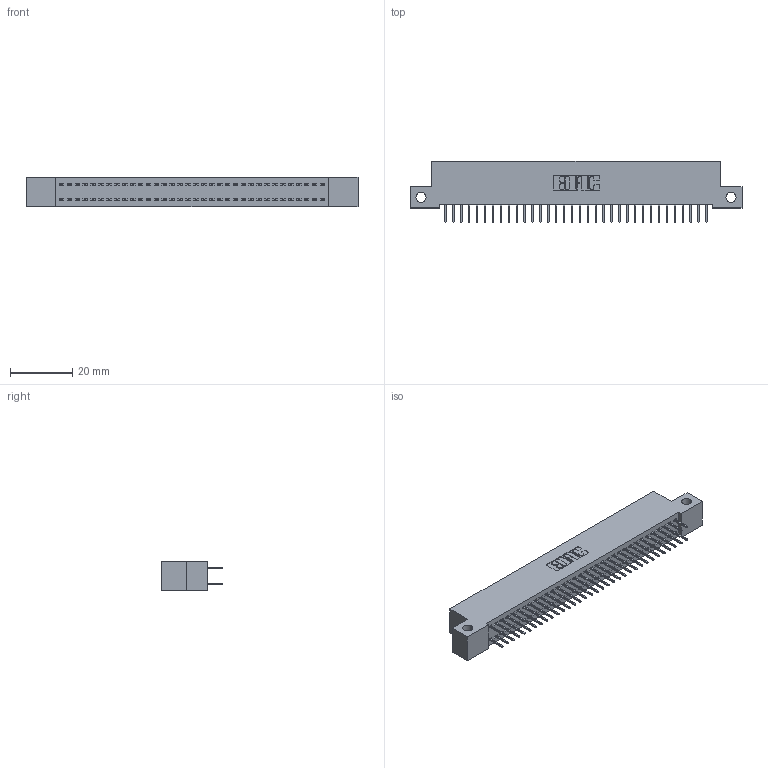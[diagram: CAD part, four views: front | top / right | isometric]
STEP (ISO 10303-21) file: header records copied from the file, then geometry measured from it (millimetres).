
FILE_DESCRIPTION (( 'STEP AP203' ), '1' );
FILE_NAME ('342-068-524-212.STEP', '2019-10-03T15:25:56', ( '' ), ( '' ), 'SwSTEP 2.0', 'SolidWorks 2016', '' );
FILE_SCHEMA (( 'CONFIG_CONTROL_DESIGN' ));
Length unit declared in the file: inch
Products named in the file (3): 342 Part_Side Mount; 345-292-001_345-293-124; 342-068-524-212
Assembly tree (69 placements, depth 2):
  342-068-524-212
    342 Part_Side Mount
    345-292-001_345-293-124  x68
Bounding box: 106.68 x 19.69 x 9.4 mm (x, y, z)
Volume: 9370.5 mm3; surface area: 14628.2 mm2
Topology: 69 solids, 69 shells, 3918 faces, 11111 edges, 7134 vertices
Faces by surface type: plane 2922, cylinder 996
Entity records: 22853 total; most frequent: CARTESIAN_POINT 3794, ORIENTED_EDGE 3730, DIRECTION 3257, EDGE_CURVE 1865, VECTOR 1741, LINE 1741, VERTEX_POINT 1238, AXIS2_PLACEMENT_3D 758
